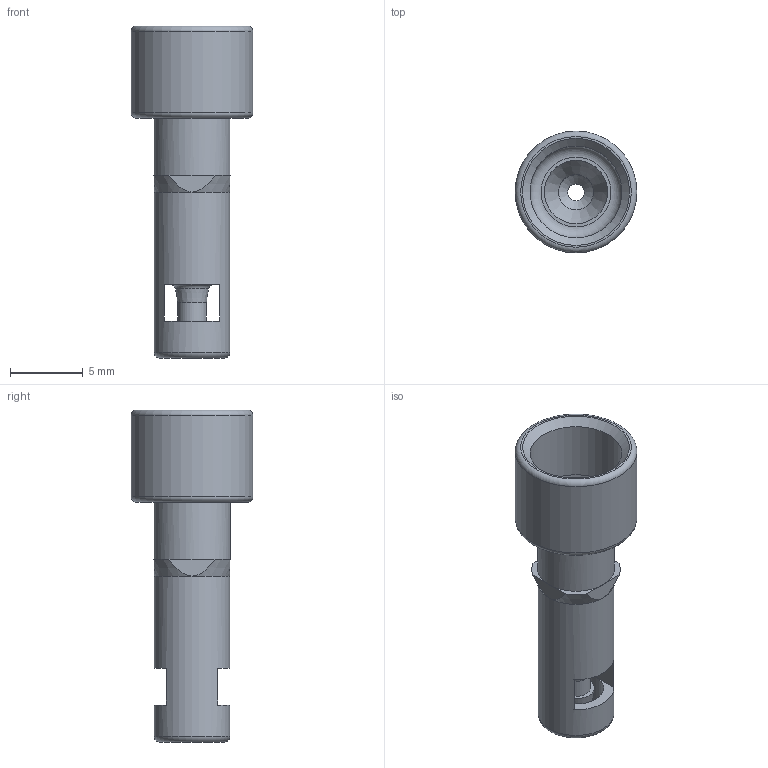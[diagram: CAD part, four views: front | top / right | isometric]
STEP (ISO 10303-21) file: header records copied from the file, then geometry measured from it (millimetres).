
FILE_DESCRIPTION( ( 'STEP AP214' ), ' ' );
FILE_NAME( 'TFF01.stp', '2017-06-22T11:14:36', ( '' ), ( '' ), ' ', 'PARTsolutions', ' ' );
FILE_SCHEMA( ( 'AUTOMOTIVE_DESIGN { 1 0 10303 214 1 1 1 1 }' ) );
Length unit declared in the file: millimetre
Products named in the file (1): _TFF01
Bounding box: 8.38 x 8.38 x 22.86 mm (x, y, z)
Volume: 367.2 mm3; surface area: 837.2 mm2
Topology: 1 solids, 1 shells, 48 faces, 103 edges, 59 vertices
Faces by surface type: plane 23, cone 10, cylinder 9, torus 6
Full cylindrical faces by diameter (mm): 1.168 x1, 1.981 x1, 2.413 x1, 3.81 x1, 4.369 x1, 5.207 x1, 5.283 x1, 6.325 x1, 8.382 x1
Entity records: 1614 total; most frequent: CARTESIAN_POINT 255, DIRECTION 216, ORIENTED_EDGE 156, AXIS2_PLACEMENT_3D 97, EDGE_LOOP 78, EDGE_CURVE 78, FACE_OUTER_BOUND 63, VERTEX_POINT 56
